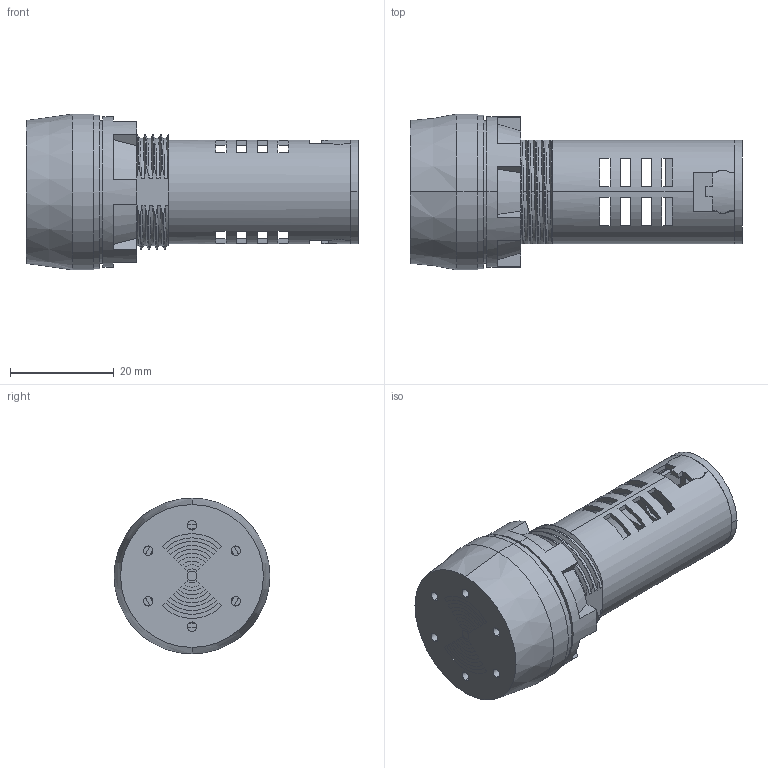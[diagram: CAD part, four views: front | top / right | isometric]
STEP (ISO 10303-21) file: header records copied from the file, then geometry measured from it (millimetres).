
FILE_DESCRIPTION (( 'STEP AP214' ), '1' );
FILE_NAME ('KPL-BZ.STEP', '2023-01-09T02:03:30', ( 'Microsoft' ), ( 'Microsoft' ), 'SwSTEP 2.0', 'SolidWorks 2015', '' );
FILE_SCHEMA (( 'AUTOMOTIVE_DESIGN' ));
Length unit declared in the file: millimetre
Products named in the file (1): KPL-BZ
Bounding box: 63.9 x 30 x 30 mm (x, y, z)
Volume: 9478.6 mm3; surface area: 16617.7 mm2
Topology: 11 solids, 11 shells, 917 faces, 2525 edges, 1651 vertices
Faces by surface type: plane 537, cylinder 303, bspline 62, cone 15
Entity records: 54283 total; most frequent: CARTESIAN_POINT 31242, ORIENTED_EDGE 5050, DIRECTION 4535, EDGE_CURVE 2525, VERTEX_POINT 1651, AXIS2_PLACEMENT_3D 1559, VECTOR 1417, LINE 1417
